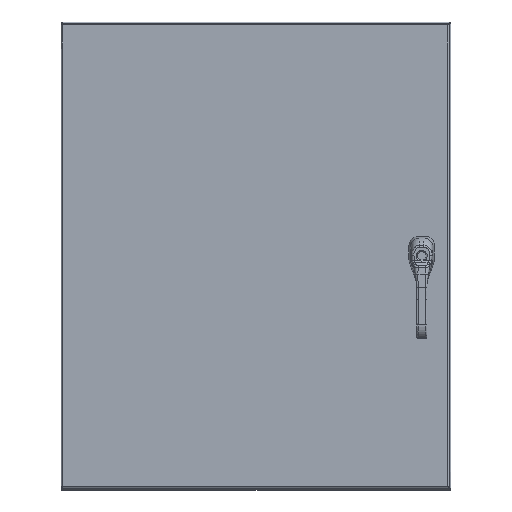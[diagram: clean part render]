
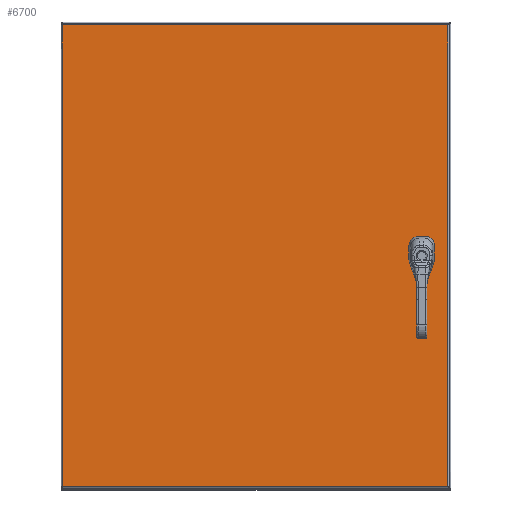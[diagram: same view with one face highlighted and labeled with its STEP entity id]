
A CAD part, top view. The second image highlights one B-rep face of the part: STEP entity #6700.
In plain terms, the highlighted face is planar.
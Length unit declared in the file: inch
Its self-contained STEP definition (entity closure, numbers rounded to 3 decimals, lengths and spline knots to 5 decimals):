
#4959=CARTESIAN_POINT('',(2.33762,18.275,0.0));
#4960=VERTEX_POINT('',#4959);
#4967=CARTESIAN_POINT('',(2.525,18.08762,0.0));
#4968=VERTEX_POINT('',#4967);
#4969=CARTESIAN_POINT('',(2.125,17.875,0.0));
#4970=DIRECTION('',(0.0,0.0,1.0));
#4971=DIRECTION('',(-0.469,-0.883,0.0));
#4972=AXIS2_PLACEMENT_3D('',#4969,#4970,#4971);
#4973=CIRCLE('',#4972,0.453);
#4974=EDGE_CURVE('',#4968,#4960,#4973,.T.);
#4999=CARTESIAN_POINT('',(2.525,17.66238,0.0));
#5000=VERTEX_POINT('',#4999);
#5001=CARTESIAN_POINT('',(2.525,17.66238,0.0));
#5002=DIRECTION('',(0.0,1.0,0.0));
#5003=VECTOR('',#5002,0.42525);
#5004=LINE('',#5001,#5003);
#5005=EDGE_CURVE('',#5000,#4968,#5004,.T.);
#5031=CARTESIAN_POINT('',(2.33762,17.475,0.0));
#5032=VERTEX_POINT('',#5031);
#5033=CARTESIAN_POINT('',(2.125,17.875,0.0));
#5034=DIRECTION('',(0.0,0.0,1.0));
#5035=DIRECTION('',(-0.883,0.469,0.0));
#5036=AXIS2_PLACEMENT_3D('',#5033,#5034,#5035);
#5037=CIRCLE('',#5036,0.453);
#5038=EDGE_CURVE('',#5032,#5000,#5037,.T.);
#5063=CARTESIAN_POINT('',(1.91238,17.475,0.0));
#5064=VERTEX_POINT('',#5063);
#5065=CARTESIAN_POINT('',(1.91238,17.475,0.0));
#5066=DIRECTION('',(1.0,0.0,0.0));
#5067=VECTOR('',#5066,0.42525);
#5068=LINE('',#5065,#5067);
#5069=EDGE_CURVE('',#5064,#5032,#5068,.T.);
#5095=CARTESIAN_POINT('',(1.725,17.66238,0.0));
#5096=VERTEX_POINT('',#5095);
#5097=CARTESIAN_POINT('',(2.125,17.875,0.0));
#5098=DIRECTION('',(0.0,0.0,1.0));
#5099=DIRECTION('',(0.469,0.883,0.0));
#5100=AXIS2_PLACEMENT_3D('',#5097,#5098,#5099);
#5101=CIRCLE('',#5100,0.453);
#5102=EDGE_CURVE('',#5096,#5064,#5101,.T.);
#5127=CARTESIAN_POINT('',(1.725,18.08762,0.0));
#5128=VERTEX_POINT('',#5127);
#5129=CARTESIAN_POINT('',(1.725,18.08762,0.0));
#5130=DIRECTION('',(0.0,-1.0,0.0));
#5131=VECTOR('',#5130,0.42525);
#5132=LINE('',#5129,#5131);
#5133=EDGE_CURVE('',#5128,#5096,#5132,.T.);
#5159=CARTESIAN_POINT('',(1.91238,18.275,0.0));
#5160=VERTEX_POINT('',#5159);
#5161=CARTESIAN_POINT('',(2.125,17.875,0.0));
#5162=DIRECTION('',(0.0,0.0,1.0));
#5163=DIRECTION('',(0.883,-0.469,0.0));
#5164=AXIS2_PLACEMENT_3D('',#5161,#5162,#5163);
#5165=CIRCLE('',#5164,0.453);
#5166=EDGE_CURVE('',#5160,#5128,#5165,.T.);
#5189=CARTESIAN_POINT('',(2.33762,18.275,0.0));
#5190=DIRECTION('',(-1.0,0.0,0.0));
#5191=VECTOR('',#5190,0.42525);
#5192=LINE('',#5189,#5191);
#5193=EDGE_CURVE('',#4960,#5160,#5192,.T.);
#5720=CARTESIAN_POINT('',(29.76975,0.10525,0.));
#5721=VERTEX_POINT('',#5720);
#5732=CARTESIAN_POINT('',(29.76975,35.64475,0.));
#5733=VERTEX_POINT('',#5732);
#5734=CARTESIAN_POINT('',(29.76975,35.64475,0.0));
#5735=DIRECTION('',(0.0,-1.0,0.0));
#5736=VECTOR('',#5735,35.5395);
#5737=LINE('',#5734,#5736);
#5738=EDGE_CURVE('',#5733,#5721,#5737,.T.);
#5890=CARTESIAN_POINT('',(0.10525,0.10525,0.));
#5891=VERTEX_POINT('',#5890);
#5902=CARTESIAN_POINT('',(29.76975,0.10525,0.0));
#5903=DIRECTION('',(-1.0,0.0,0.0));
#5904=VECTOR('',#5903,29.6645);
#5905=LINE('',#5902,#5904);
#5906=EDGE_CURVE('',#5721,#5891,#5905,.T.);
#6161=CARTESIAN_POINT('',(0.10525,35.64475,0.));
#6162=VERTEX_POINT('',#6161);
#6173=CARTESIAN_POINT('',(0.10525,0.10525,0.0));
#6174=DIRECTION('',(0.0,1.0,0.0));
#6175=VECTOR('',#6174,35.5395);
#6176=LINE('',#6173,#6175);
#6177=EDGE_CURVE('',#5891,#6162,#6176,.T.);
#6442=CARTESIAN_POINT('',(0.10525,35.64475,0.0));
#6443=DIRECTION('',(1.0,0.0,0.0));
#6444=VECTOR('',#6443,29.6645);
#6445=LINE('',#6442,#6444);
#6446=EDGE_CURVE('',#6162,#5733,#6445,.T.);
#6679=CARTESIAN_POINT('',(14.9375,17.875,0.0));
#6680=DIRECTION('',(0.0,0.0,1.0));
#6681=DIRECTION('',(1.0,0.0,0.0));
#6682=AXIS2_PLACEMENT_3D('',#6679,#6680,#6681);
#6683=PLANE('',#6682);
#6684=ORIENTED_EDGE('',*,*,#5738,.T.);
#6685=ORIENTED_EDGE('',*,*,#5906,.T.);
#6686=ORIENTED_EDGE('',*,*,#6177,.T.);
#6687=ORIENTED_EDGE('',*,*,#6446,.T.);
#6688=EDGE_LOOP('',(#6684,#6685,#6686,#6687));
#6689=FACE_OUTER_BOUND('',#6688,.T.);
#6690=ORIENTED_EDGE('',*,*,#4974,.T.);
#6691=ORIENTED_EDGE('',*,*,#5193,.T.);
#6692=ORIENTED_EDGE('',*,*,#5166,.T.);
#6693=ORIENTED_EDGE('',*,*,#5133,.T.);
#6694=ORIENTED_EDGE('',*,*,#5102,.T.);
#6695=ORIENTED_EDGE('',*,*,#5069,.T.);
#6696=ORIENTED_EDGE('',*,*,#5038,.T.);
#6697=ORIENTED_EDGE('',*,*,#5005,.T.);
#6698=EDGE_LOOP('',(#6690,#6691,#6692,#6693,#6694,#6695,#6696,#6697));
#6699=FACE_BOUND('',#6698,.T.);
#6700=ADVANCED_FACE('',(#6689,#6699),#6683,.F.);
